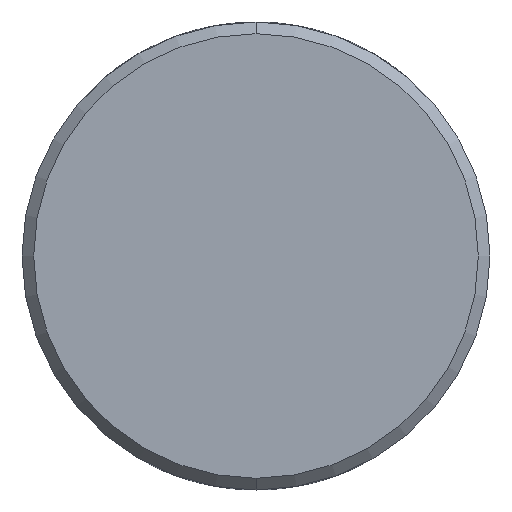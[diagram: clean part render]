
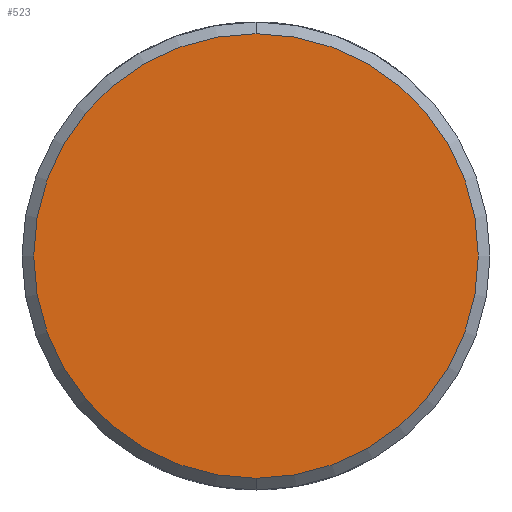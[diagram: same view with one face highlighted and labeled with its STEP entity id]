
A CAD part, front view. The second image highlights one B-rep face of the part: STEP entity #523.
In plain terms, the highlighted planar face has unit normal (0, -1, 0).
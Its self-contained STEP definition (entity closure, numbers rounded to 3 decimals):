
#2 = FACE_OUTER_BOUND ( 'NONE', #526, .T. ) ;
#30 = CIRCLE ( 'NONE', #57, 9.5 ) ;
#55 = DIRECTION ( 'NONE',  ( 0., 0., 1. ) ) ;
#56 = DIRECTION ( 'NONE',  ( 0., -1., 0. ) ) ;
#57 = AXIS2_PLACEMENT_3D ( 'NONE', #61, #56, #55 ) ;
#61 = CARTESIAN_POINT ( 'NONE',  ( 0., 0., 0. ) ) ;
#236 = DIRECTION ( 'NONE',  ( 0., 0., 1. ) ) ;
#237 = DIRECTION ( 'NONE',  ( 0., 1., 0. ) ) ;
#238 = CARTESIAN_POINT ( 'NONE',  ( 0., 0., 0. ) ) ;
#239 = AXIS2_PLACEMENT_3D ( 'NONE', #238, #237, #236 ) ;
#240 = PLANE ( 'NONE',  #239 ) ;
#389 = VERTEX_POINT ( 'NONE', #563 ) ;
#392 = VERTEX_POINT ( 'NONE', #542 ) ;
#394 = EDGE_CURVE ( 'NONE', #392, #389, #552, .T. ) ;
#399 = EDGE_CURVE ( 'NONE', #389, #392, #30, .T. ) ;
#522 = ORIENTED_EDGE ( 'NONE', *, *, #394, .T. ) ;
#523 = ADVANCED_FACE ( 'NONE', ( #2 ), #240, .F. ) ;
#526 = EDGE_LOOP ( 'NONE', ( #532, #522 ) ) ;
#532 = ORIENTED_EDGE ( 'NONE', *, *, #399, .T. ) ;
#542 = CARTESIAN_POINT ( 'NONE',  ( 0., 0., -9.5 ) ) ;
#551 = AXIS2_PLACEMENT_3D ( 'NONE', #567, #566, #568 ) ;
#552 = CIRCLE ( 'NONE', #551, 9.5 ) ;
#563 = CARTESIAN_POINT ( 'NONE',  ( 0., 0., 9.5 ) ) ;
#566 = DIRECTION ( 'NONE',  ( 0., -1., 0. ) ) ;
#567 = CARTESIAN_POINT ( 'NONE',  ( 0., 0., 0. ) ) ;
#568 = DIRECTION ( 'NONE',  ( 0., 0., 1. ) ) ;
